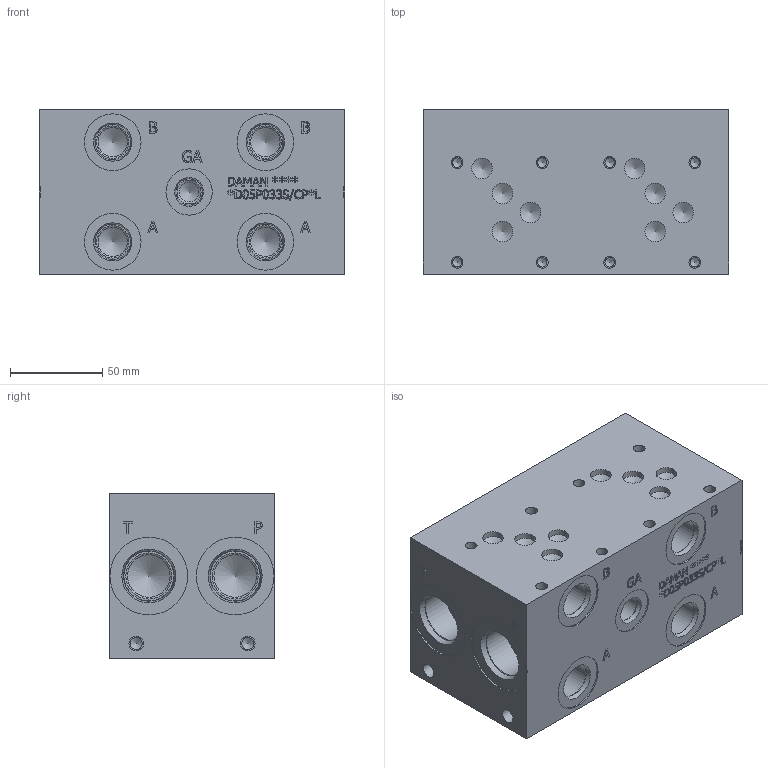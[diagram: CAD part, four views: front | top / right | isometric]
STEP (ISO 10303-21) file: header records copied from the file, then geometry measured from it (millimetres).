
FILE_DESCRIPTION(/* description */ (''),/* implementation_level */ '2;1');
FILE_NAME(/* name */ '_D05P023S_CP_L.stp',/* time_stamp */ '2021-07-22T12:23:29-04:00',/* author */ ('anthonyv'),/* organization */ (''),/* preprocessor_version */ 'ST-DEVELOPER v18.1',/* originating_system */ 'Autodesk Inventor 2021',/* authorisation */ '');
FILE_SCHEMA (('AUTOMOTIVE_DESIGN { 1 0 10303 214 3 1 1 }'));
Length unit declared in the file: millimetre
Products named in the file (1): _D05P023S_CP_L
Bounding box: 165.1 x 88.9 x 88.9 mm (x, y, z)
Volume: 1177819.1 mm3; surface area: 99231.6 mm2
Topology: 1 solids, 1 shells, 743 faces, 2036 edges, 1377 vertices
Faces by surface type: plane 402, bspline 197, cylinder 83, cone 61
Full cylindrical faces by diameter (mm): 5.105 x8, 6.35 x8, 6.528 x4, 7.925 x4, 10.719 x1, 11.125 x8, 12.9 x1, 14.275 x1, 14.3 x1, 14.529 x1, 15.875 x4, 15.9 x1, 17.501 x4, 19.05 x4, 19.253 x4, 20.62 x1, 22.23 x1, 22.54 x1, 23.012 x4, 24.917 x4, 25.019 x1, 26.99 x2, 27 x2, 27.432 x4, 30.16 x1, 30.632 x4, 42.037 x4
Entity records: 25059 total; most frequent: CARTESIAN_POINT 6688, ORIENTED_EDGE 4012, DIRECTION 3023, EDGE_CURVE 2006, VERTEX_POINT 1377, LINE 1295, VECTOR 1295, AXIS2_PLACEMENT_3D 864
